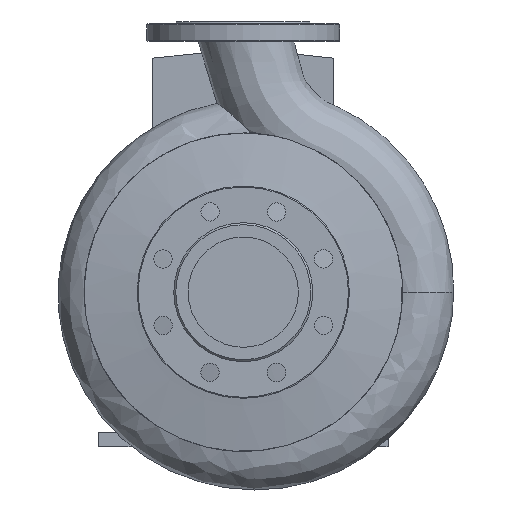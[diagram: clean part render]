
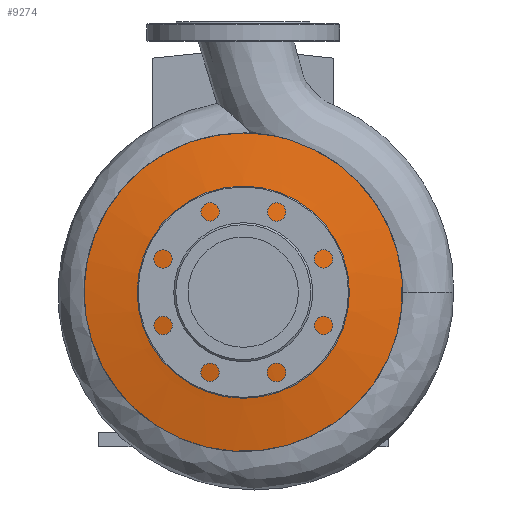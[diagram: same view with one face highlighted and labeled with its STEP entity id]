
A CAD part, left-side view. The second image highlights one B-rep face of the part: STEP entity #9274.
In plain terms, the highlighted conical face has half-angle 79.922 degrees and reference radius 118.595 mm.
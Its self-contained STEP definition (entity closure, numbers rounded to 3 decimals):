
#34=CONICAL_SURFACE('',#10189,118.595,1.395);
#362=FACE_BOUND('',#2267,.T.);
#771=CIRCLE('',#10190,165.04);
#772=CIRCLE('',#10191,72.15);
#1602=FACE_OUTER_BOUND('',#2266,.T.);
#2266=EDGE_LOOP('',(#8593,#8594));
#2267=EDGE_LOOP('',(#8595));
#2364=B_SPLINE_CURVE_WITH_KNOTS('',3,(#20036,#20037,#20038,#20039,#20040,
#20041,#20042,#20043,#20044,#20045,#20046,#20047,#20048,#20049,#20050,#20051),
 .UNSPECIFIED.,.F.,.F.,(4,3,3,3,3,4),(14.147,14.162,
14.218,14.302,14.36,14.577),
 .UNSPECIFIED.);
#4783=VERTEX_POINT('',#20018);
#4784=VERTEX_POINT('',#20035);
#4794=VERTEX_POINT('',#20160);
#6056=EDGE_CURVE('',#4784,#4783,#2364,.T.);
#6072=EDGE_CURVE('',#4783,#4784,#771,.T.);
#6073=EDGE_CURVE('',#4794,#4794,#772,.T.);
#8593=ORIENTED_EDGE('',*,*,#6056,.T.);
#8594=ORIENTED_EDGE('',*,*,#6072,.T.);
#8595=ORIENTED_EDGE('',*,*,#6073,.F.);
#9274=ADVANCED_FACE('',(#1602,#362),#34,.T.);
#10189=AXIS2_PLACEMENT_3D('',#20158,#12758,#12759);
#10190=AXIS2_PLACEMENT_3D('',#20159,#12760,#12761);
#10191=AXIS2_PLACEMENT_3D('',#20161,#12762,#12763);
#12758=DIRECTION('center_axis',(1.,0.,0.));
#12759=DIRECTION('ref_axis',(0.,0.,1.));
#12760=DIRECTION('center_axis',(-1.,0.,0.));
#12761=DIRECTION('ref_axis',(0.,0.,1.));
#12762=DIRECTION('center_axis',(-1.,0.,0.));
#12763=DIRECTION('ref_axis',(0.,0.,1.));
#20018=CARTESIAN_POINT('',(-45.991,-47.537,318.046));
#20035=CARTESIAN_POINT('',(-45.991,-74.252,307.394));
#20036=CARTESIAN_POINT('Ctrl Pts',(-45.991,-74.252,307.394));
#20037=CARTESIAN_POINT('Ctrl Pts',(-45.996,-73.987,
307.493));
#20038=CARTESIAN_POINT('Ctrl Pts',(-46.002,-73.72,
307.592));
#20039=CARTESIAN_POINT('Ctrl Pts',(-46.007,-73.452,307.692));
#20040=CARTESIAN_POINT('Ctrl Pts',(-46.028,-72.449,
308.062));
#20041=CARTESIAN_POINT('Ctrl Pts',(-46.047,-71.42,
308.444));
#20042=CARTESIAN_POINT('Ctrl Pts',(-46.063,-70.369,
308.836));
#20043=CARTESIAN_POINT('Ctrl Pts',(-46.089,-68.793,309.423));
#20044=CARTESIAN_POINT('Ctrl Pts',(-46.11,-67.166,
310.033));
#20045=CARTESIAN_POINT('Ctrl Pts',(-46.125,-65.5,
310.666));
#20046=CARTESIAN_POINT('Ctrl Pts',(-46.135,-64.346,
311.104));
#20047=CARTESIAN_POINT('Ctrl Pts',(-46.143,-63.169,
311.555));
#20048=CARTESIAN_POINT('Ctrl Pts',(-46.146,-61.964,
312.023));
#20049=CARTESIAN_POINT('Ctrl Pts',(-46.161,-57.444,
313.778));
#20050=CARTESIAN_POINT('Ctrl Pts',(-46.123,-52.569,315.757));
#20051=CARTESIAN_POINT('Ctrl Pts',(-45.991,-47.537,318.046));
#20158=CARTESIAN_POINT('Origin',(-54.246,0.,160.));
#20159=CARTESIAN_POINT('Origin',(-45.991,0.,160.));
#20160=CARTESIAN_POINT('',(-62.5,0.,232.15));
#20161=CARTESIAN_POINT('Origin',(-62.5,0.,160.));
